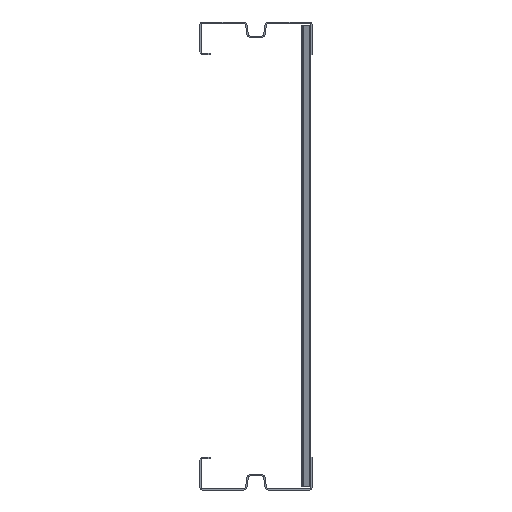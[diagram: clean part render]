
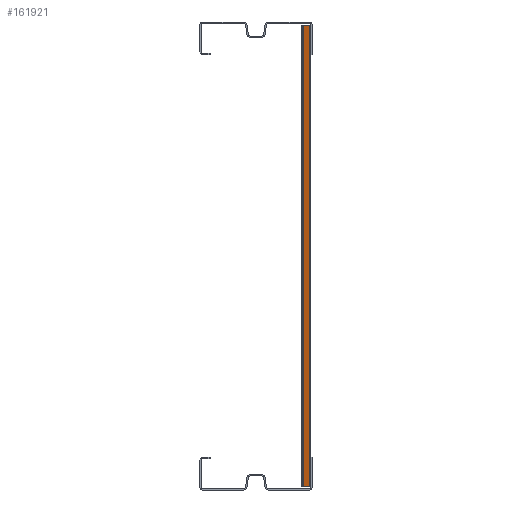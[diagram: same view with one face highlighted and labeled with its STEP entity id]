
A CAD part, left-side view. The second image highlights one B-rep face of the part: STEP entity #161921.
In plain terms, the highlighted planar face has unit normal (-0.94, 0.342, 0).
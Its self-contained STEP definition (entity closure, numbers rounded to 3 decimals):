
#87712=DIRECTION('',(0.,0.,1.));
#87713=VECTOR('',#87712,492.);
#87714=CARTESIAN_POINT('',(-1410.464,1.858,-246.));
#87715=LINE('',#87714,#87713);
#87720=DIRECTION('',(0.,0.,1.));
#87721=VECTOR('',#87720,492.);
#87722=CARTESIAN_POINT('',(-1408.027,8.552,-246.));
#87723=LINE('',#87722,#87721);
#90860=DIRECTION('',(-0.342,-0.94,0.));
#90861=VECTOR('',#90860,7.124);
#90862=CARTESIAN_POINT('',(-1408.027,8.552,-246.));
#90863=LINE('',#90862,#90861);
#90898=DIRECTION('',(-0.342,-0.94,0.));
#90899=VECTOR('',#90898,7.124);
#90900=CARTESIAN_POINT('',(-1408.027,8.552,246.));
#90901=LINE('',#90900,#90899);
#113760=CARTESIAN_POINT('',(-1408.027,8.552,-246.));
#113761=VERTEX_POINT('',#113760);
#113762=CARTESIAN_POINT('',(-1410.464,1.858,-246.));
#113763=VERTEX_POINT('',#113762);
#124984=CARTESIAN_POINT('',(-1408.027,8.552,246.));
#124985=VERTEX_POINT('',#124984);
#124986=CARTESIAN_POINT('',(-1410.464,1.858,246.));
#124987=VERTEX_POINT('',#124986);
#161907=CARTESIAN_POINT('',(-1408.027,8.552,-305.));
#161908=DIRECTION('',(-0.94,0.342,0.));
#161909=DIRECTION('',(-0.342,-0.94,0.));
#161910=AXIS2_PLACEMENT_3D('',#161907,#161908,#161909);
#161911=PLANE('',#161910);
#161913=ORIENTED_EDGE('',*,*,#161912,.T.);
#161915=ORIENTED_EDGE('',*,*,#161914,.T.);
#161916=ORIENTED_EDGE('',*,*,#161897,.F.);
#161918=ORIENTED_EDGE('',*,*,#161917,.F.);
#161919=EDGE_LOOP('',(#161913,#161915,#161916,#161918));
#161920=FACE_OUTER_BOUND('',#161919,.F.);
#161921=ADVANCED_FACE('',(#161920),#161911,.T.);
#161897=EDGE_CURVE('',#113763,#124987,#87715,.T.);
#161912=EDGE_CURVE('',#113761,#124985,#87723,.T.);
#161914=EDGE_CURVE('',#124985,#124987,#90901,.T.);
#161917=EDGE_CURVE('',#113761,#113763,#90863,.T.);
